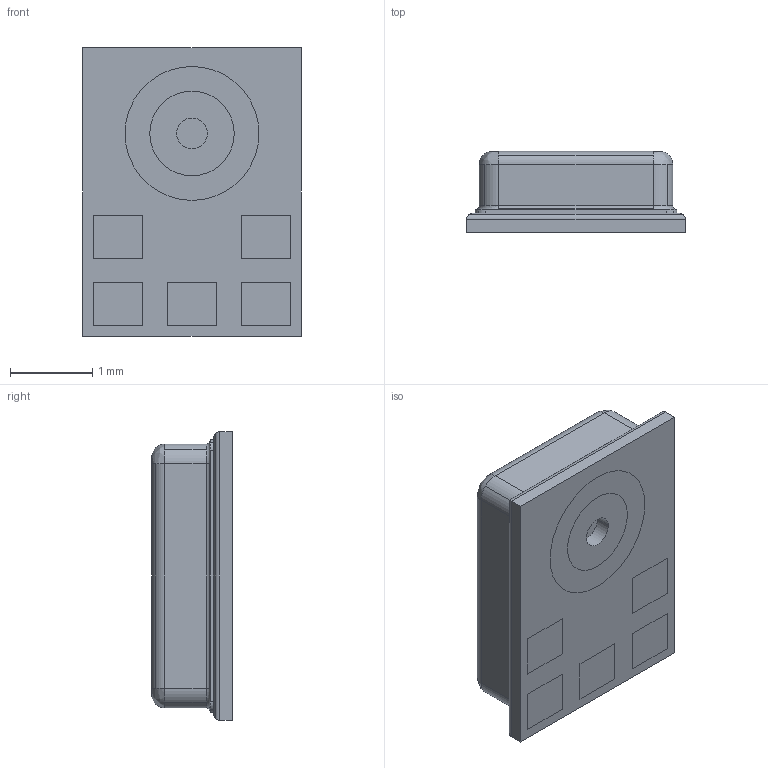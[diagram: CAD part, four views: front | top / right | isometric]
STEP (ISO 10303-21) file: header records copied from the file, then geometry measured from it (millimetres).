
FILE_DESCRIPTION (( 'STEP AP214' ), '1' );
FILE_NAME ('ICS-43434.STEP', '2023-04-15T05:09:25', ( '' ), ( '' ), 'SwSTEP 2.0', 'SolidWorks 2021', '' );
FILE_SCHEMA (( 'AUTOMOTIVE_DESIGN' ));
Length unit declared in the file: millimetre
Products named in the file (1): ICS-43434
Bounding box: 2.65 x 0.98 x 3.5 mm (x, y, z)
Volume: 7.7 mm3; surface area: 50.7 mm2
Topology: 8 solids, 8 shells, 138 faces, 310 edges, 196 vertices
Faces by surface type: plane 80, cylinder 50, torus 4, bspline 4
Entity records: 3927 total; most frequent: CARTESIAN_POINT 701, DIRECTION 664, ORIENTED_EDGE 620, EDGE_CURVE 310, AXIS2_PLACEMENT_3D 227, LINE 210, VECTOR 210, VERTEX_POINT 196
